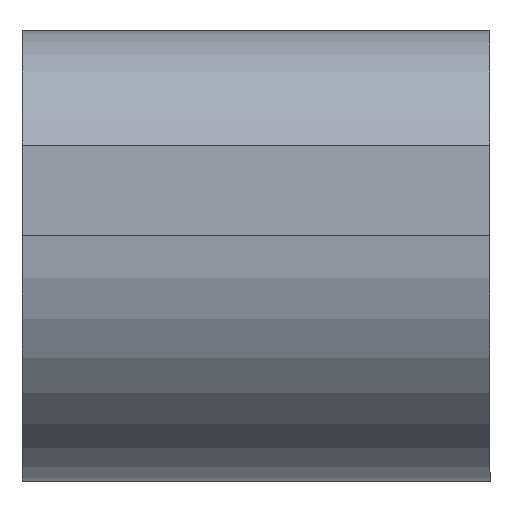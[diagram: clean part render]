
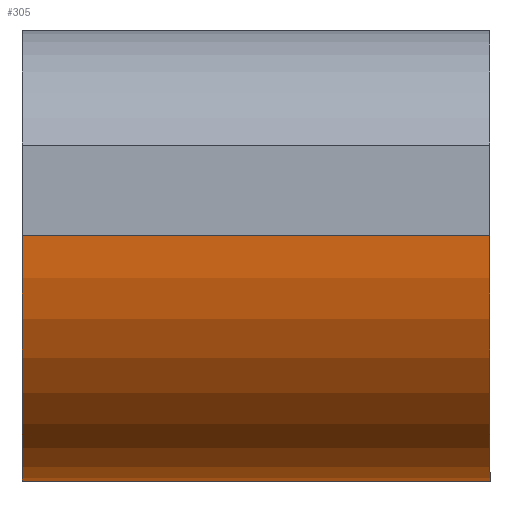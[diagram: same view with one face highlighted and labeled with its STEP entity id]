
A CAD part, left-side view. The second image highlights one B-rep face of the part: STEP entity #305.
In plain terms, the highlighted cylindrical face has radius 5 mm (diameter 10 mm), a partial arc.
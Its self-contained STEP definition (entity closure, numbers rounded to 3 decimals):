
#39=FACE_OUTER_BOUND('',#55,.T.);
#55=EDGE_LOOP('',(#237,#238,#239,#240));
#81=LINE('',#497,#107);
#82=LINE('',#503,#108);
#107=VECTOR('',#403,10.);
#108=VECTOR('',#410,10.);
#129=CIRCLE('',#335,5.);
#130=CIRCLE('',#336,5.);
#151=VERTEX_POINT('',#493);
#152=VERTEX_POINT('',#495);
#153=VERTEX_POINT('',#499);
#154=VERTEX_POINT('',#501);
#187=EDGE_CURVE('',#151,#152,#81,.T.);
#188=EDGE_CURVE('',#153,#151,#129,.T.);
#189=EDGE_CURVE('',#154,#152,#130,.T.);
#190=EDGE_CURVE('',#153,#154,#82,.T.);
#237=ORIENTED_EDGE('',*,*,#188,.T.);
#238=ORIENTED_EDGE('',*,*,#187,.T.);
#239=ORIENTED_EDGE('',*,*,#189,.F.);
#240=ORIENTED_EDGE('',*,*,#190,.F.);
#294=CYLINDRICAL_SURFACE('',#334,5.);
#305=ADVANCED_FACE('',(#39),#294,.T.);
#334=AXIS2_PLACEMENT_3D('',#498,#404,#405);
#335=AXIS2_PLACEMENT_3D('',#500,#406,#407);
#336=AXIS2_PLACEMENT_3D('',#502,#408,#409);
#403=DIRECTION('',(0.,-1.,0.));
#404=DIRECTION('center_axis',(0.,-1.,0.));
#405=DIRECTION('ref_axis',(-1.,0.,0.));
#406=DIRECTION('center_axis',(0.,-1.,0.));
#407=DIRECTION('ref_axis',(-1.,0.,0.));
#408=DIRECTION('center_axis',(0.,-1.,0.));
#409=DIRECTION('ref_axis',(-1.,0.,0.));
#410=DIRECTION('',(0.,-1.,0.));
#493=CARTESIAN_POINT('',(-206.7,9.15,33.339));
#495=CARTESIAN_POINT('',(-206.7,-0.35,33.339));
#497=CARTESIAN_POINT('',(-206.7,9.15,33.339));
#498=CARTESIAN_POINT('Origin',(-206.7,9.15,38.339));
#499=CARTESIAN_POINT('',(-211.7,9.15,38.339));
#500=CARTESIAN_POINT('Origin',(-206.7,9.15,38.339));
#501=CARTESIAN_POINT('',(-211.7,-0.35,38.339));
#502=CARTESIAN_POINT('Origin',(-206.7,-0.35,38.339));
#503=CARTESIAN_POINT('',(-211.7,9.15,38.339));
